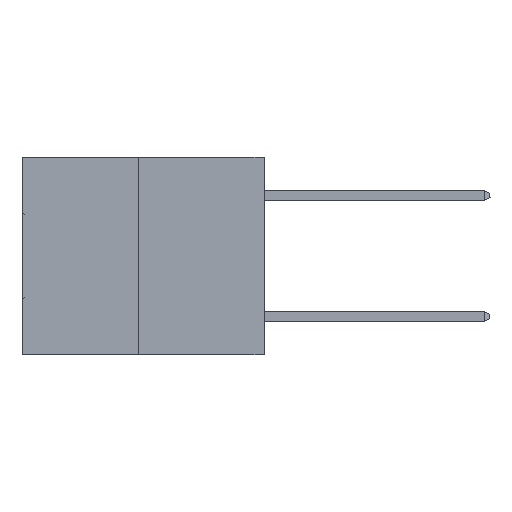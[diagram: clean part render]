
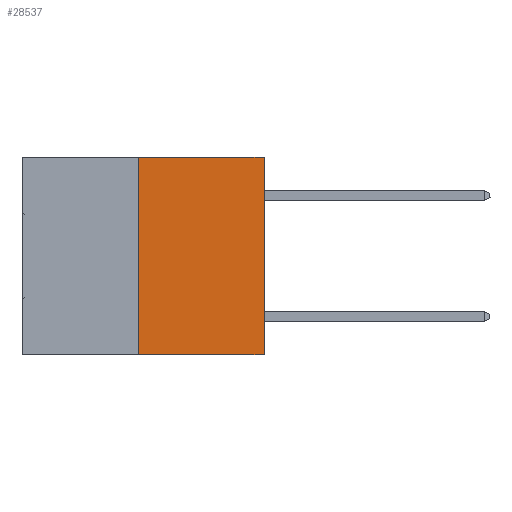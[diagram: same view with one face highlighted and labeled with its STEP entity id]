
A CAD part, left-side view. The second image highlights one B-rep face of the part: STEP entity #28537.
In plain terms, the highlighted planar face has unit normal (-1, 0, 0).
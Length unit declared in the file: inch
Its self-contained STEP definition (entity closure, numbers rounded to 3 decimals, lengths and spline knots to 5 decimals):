
#1657 = LINE ( 'NONE', #28797, #28890 ) ;
#1938 = ORIENTED_EDGE ( 'NONE', *, *, #34160, .T. ) ;
#2528 = EDGE_LOOP ( 'NONE', ( #29158, #15787, #1938, #22581 ) ) ;
#2686 = VERTEX_POINT ( 'NONE', #27668 ) ;
#3280 = DIRECTION ( 'NONE',  ( 0., -1., 0. ) ) ;
#7582 = DIRECTION ( 'NONE',  ( 0., 0., 1. ) ) ;
#7898 = DIRECTION ( 'NONE',  ( 0., 0., -1. ) ) ;
#8864 = DIRECTION ( 'NONE',  ( 0., -1., 0. ) ) ;
#10349 = PLANE ( 'NONE',  #16752 ) ;
#11684 = EDGE_CURVE ( 'NONE', #17439, #2686, #32056, .T. ) ;
#13243 = CARTESIAN_POINT ( 'NONE',  ( 0., 0., 0. ) ) ;
#13642 = CARTESIAN_POINT ( 'NONE',  ( 0., 0., 0. ) ) ;
#15542 = CARTESIAN_POINT ( 'NONE',  ( 0., 0.6, 0. ) ) ;
#15787 = ORIENTED_EDGE ( 'NONE', *, *, #22831, .T. ) ;
#16752 = AXIS2_PLACEMENT_3D ( 'NONE', #15542, #29874, #7898 ) ;
#17439 = VERTEX_POINT ( 'NONE', #19259 ) ;
#17704 = LINE ( 'NONE', #19691, #24420 ) ;
#18826 = EDGE_CURVE ( 'NONE', #2686, #34467, #1657, .T. ) ;
#19259 = CARTESIAN_POINT ( 'NONE',  ( 0., 0.312, -0.49 ) ) ;
#19565 = LINE ( 'NONE', #13642, #35626 ) ;
#19691 = CARTESIAN_POINT ( 'NONE',  ( 0., 0.6, -0.49 ) ) ;
#19767 = CARTESIAN_POINT ( 'NONE',  ( 0., 0.312, -0.49 ) ) ;
#20258 = DIRECTION ( 'NONE',  ( 0., 0., 1. ) ) ;
#22262 = CARTESIAN_POINT ( 'NONE',  ( 0., 0., -0.49 ) ) ;
#22581 = ORIENTED_EDGE ( 'NONE', *, *, #18826, .F. ) ;
#22831 = EDGE_CURVE ( 'NONE', #17439, #36231, #17704, .T. ) ;
#24420 = VECTOR ( 'NONE', #8864, 39.37008 ) ;
#27668 = CARTESIAN_POINT ( 'NONE',  ( 0., 0.312, 0. ) ) ;
#28537 = ADVANCED_FACE ( 'NONE', ( #34748 ), #10349, .F. ) ;
#28797 = CARTESIAN_POINT ( 'NONE',  ( 0., 0.6, 0. ) ) ;
#28890 = VECTOR ( 'NONE', #3280, 39.37008 ) ;
#29158 = ORIENTED_EDGE ( 'NONE', *, *, #11684, .F. ) ;
#29874 = DIRECTION ( 'NONE',  ( 1., 0., 0. ) ) ;
#32056 = LINE ( 'NONE', #19767, #36590 ) ;
#34160 = EDGE_CURVE ( 'NONE', #36231, #34467, #19565, .T. ) ;
#34467 = VERTEX_POINT ( 'NONE', #13243 ) ;
#34748 = FACE_OUTER_BOUND ( 'NONE', #2528, .T. ) ;
#35626 = VECTOR ( 'NONE', #7582, 39.37008 ) ;
#36231 = VERTEX_POINT ( 'NONE', #22262 ) ;
#36590 = VECTOR ( 'NONE', #20258, 39.37008 ) ;
